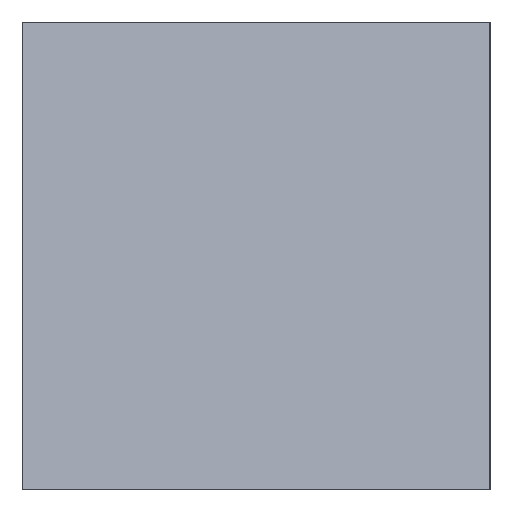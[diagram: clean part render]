
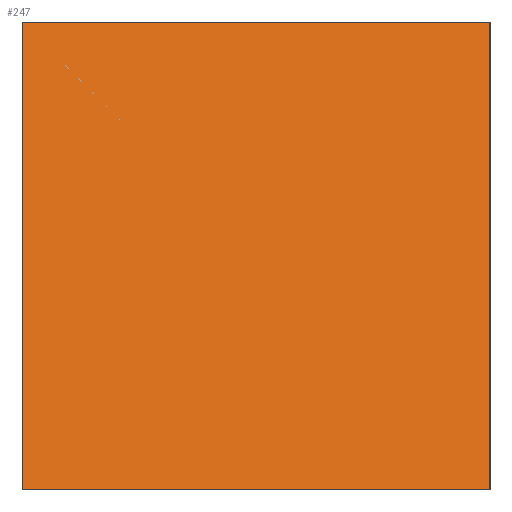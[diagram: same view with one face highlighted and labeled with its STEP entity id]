
A CAD part, left-side view. The second image highlights one B-rep face of the part: STEP entity #247.
In plain terms, the highlighted planar face has unit normal (-0.974, 0, 0.225).
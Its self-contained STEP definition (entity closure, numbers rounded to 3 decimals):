
#37=FACE_OUTER_BOUND('',#55,.T.);
#55=EDGE_LOOP('',(#212,#213,#214,#215));
#64=LINE('',#372,#90);
#77=LINE('',#408,#103);
#82=LINE('',#417,#108);
#83=LINE('',#419,#109);
#90=VECTOR('',#301,10.);
#103=VECTOR('',#338,10.);
#108=VECTOR('',#347,10.);
#109=VECTOR('',#350,10.);
#116=VERTEX_POINT('',#369);
#117=VERTEX_POINT('',#371);
#128=VERTEX_POINT('',#406);
#130=VERTEX_POINT('',#415);
#137=EDGE_CURVE('',#116,#117,#64,.T.);
#155=EDGE_CURVE('',#128,#116,#77,.T.);
#160=EDGE_CURVE('',#130,#117,#82,.T.);
#161=EDGE_CURVE('',#128,#130,#83,.T.);
#212=ORIENTED_EDGE('',*,*,#161,.T.);
#213=ORIENTED_EDGE('',*,*,#160,.T.);
#214=ORIENTED_EDGE('',*,*,#137,.F.);
#215=ORIENTED_EDGE('',*,*,#155,.F.);
#233=PLANE('',#286);
#247=ADVANCED_FACE('',(#37),#233,.T.);
#286=AXIS2_PLACEMENT_3D('',#418,#348,#349);
#301=DIRECTION('',(0.225,0.,0.974));
#338=DIRECTION('',(0.,1.,0.));
#347=DIRECTION('',(0.,1.,0.));
#348=DIRECTION('center_axis',(-0.974,0.,0.225));
#349=DIRECTION('ref_axis',(0.225,0.,0.974));
#350=DIRECTION('',(0.225,0.,0.974));
#369=CARTESIAN_POINT('',(-23.087,100.,-100.));
#371=CARTESIAN_POINT('',(0.,100.,0.));
#372=CARTESIAN_POINT('',(-23.087,100.,-100.));
#406=CARTESIAN_POINT('',(-23.087,0.,-100.));
#408=CARTESIAN_POINT('',(-23.087,0.,-100.));
#415=CARTESIAN_POINT('',(0.,0.,0.));
#417=CARTESIAN_POINT('',(0.,0.,0.));
#418=CARTESIAN_POINT('Origin',(-23.087,0.,-100.));
#419=CARTESIAN_POINT('',(-23.087,0.,-100.));
